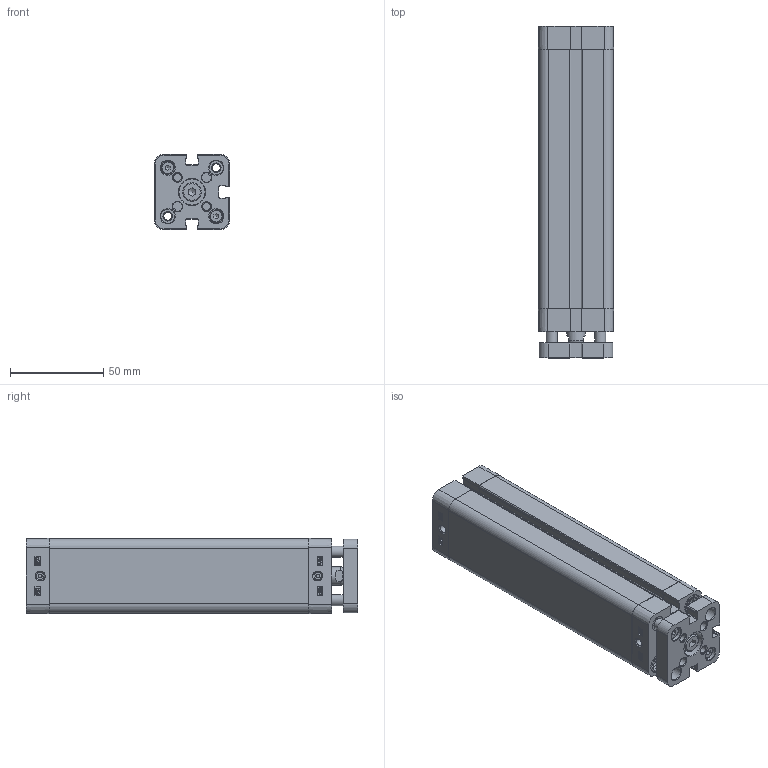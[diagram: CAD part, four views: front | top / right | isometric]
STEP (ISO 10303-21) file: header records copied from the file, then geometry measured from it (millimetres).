
FILE_DESCRIPTION((''),'2;1');
FILE_NAME('PDMA025.125.GS.F.stp','2013-05-14T08:10:02',('Administrator'),(''),'Autodesk Inventor 2012','Autodesk Inventor 2012','');
FILE_SCHEMA(('CONFIG_CONTROL_DESIGN'));
Length unit declared in the file: millimetre
Products named in the file (1): PDMA025.125.GS.F
Bounding box: 40.3 x 178 x 40.3 mm (x, y, z)
Volume: 147442.1 mm3; surface area: 78484.8 mm2
Topology: 1 solids, 10 shells, 740 faces, 1914 edges, 1251 vertices
Faces by surface type: plane 375, cylinder 181, bspline 92, cone 76, torus 16
Full cylindrical faces by diameter (mm): 2 x2, 4 x2, 4.134 x10, 4.3 x2, 4.917 x1, 5 x2, 6 x7, 7 x2, 7.5 x6, 7.55 x2, 7.6 x1, 8 x12, 9 x1, 10 x2, 10.5 x1, 10.9 x4, 11.1 x4, 14 x1, 25 x1, 27.3 x1, 27.5 x1
Entity records: 22874 total; most frequent: CARTESIAN_POINT 4999, ORIENTED_EDGE 3476, DIRECTION 3298, EDGE_CURVE 1738, VERTEX_POINT 1221, AXIS2_PLACEMENT_3D 1126, VECTOR 1046, LINE 1046
